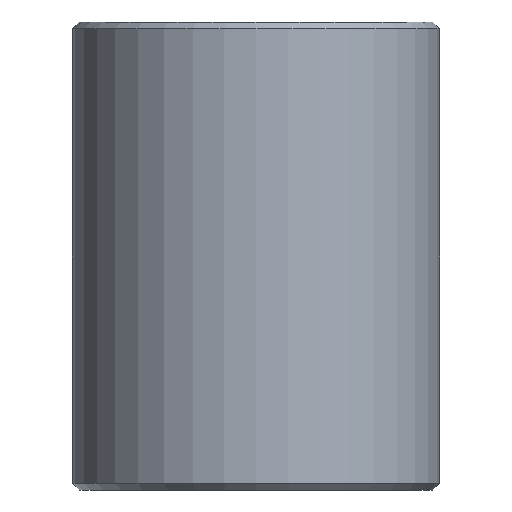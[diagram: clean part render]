
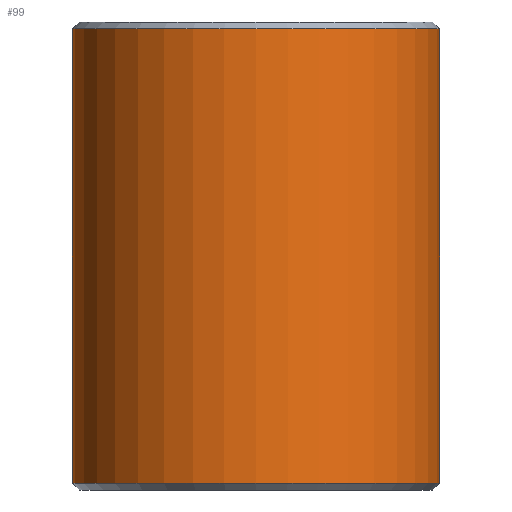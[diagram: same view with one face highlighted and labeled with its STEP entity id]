
A CAD part, front view. The second image highlights one B-rep face of the part: STEP entity #99.
In plain terms, the highlighted cylindrical face has radius 4 mm (diameter 8 mm), a full revolution.
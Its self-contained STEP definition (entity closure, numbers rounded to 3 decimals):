
#16=CYLINDRICAL_SURFACE('',#120,4.);
#23=FACE_BOUND('',#44,.T.);
#31=FACE_OUTER_BOUND('',#43,.T.);
#43=EDGE_LOOP('',(#83));
#44=EDGE_LOOP('',(#84));
#55=CIRCLE('',#119,4.);
#56=CIRCLE('',#121,4.);
#63=VERTEX_POINT('',#174);
#64=VERTEX_POINT('',#177);
#71=EDGE_CURVE('',#63,#63,#55,.T.);
#72=EDGE_CURVE('',#64,#64,#56,.T.);
#83=ORIENTED_EDGE('',*,*,#72,.F.);
#84=ORIENTED_EDGE('',*,*,#71,.F.);
#99=ADVANCED_FACE('',(#31,#23),#16,.T.);
#119=AXIS2_PLACEMENT_3D('',#175,#145,#146);
#120=AXIS2_PLACEMENT_3D('',#176,#147,#148);
#121=AXIS2_PLACEMENT_3D('',#178,#149,#150);
#145=DIRECTION('center_axis',(0.,0.,1.));
#146=DIRECTION('ref_axis',(-1.,0.,0.));
#147=DIRECTION('center_axis',(0.,0.,1.));
#148=DIRECTION('ref_axis',(-1.,0.,0.));
#149=DIRECTION('center_axis',(0.,0.,-1.));
#150=DIRECTION('ref_axis',(-1.,0.,0.));
#174=CARTESIAN_POINT('',(4.,0.,10.05));
#175=CARTESIAN_POINT('Origin',(0.,0.,10.05));
#176=CARTESIAN_POINT('Origin',(0.,0.,0.));
#177=CARTESIAN_POINT('',(4.,0.,0.15));
#178=CARTESIAN_POINT('Origin',(0.,0.,0.15));
